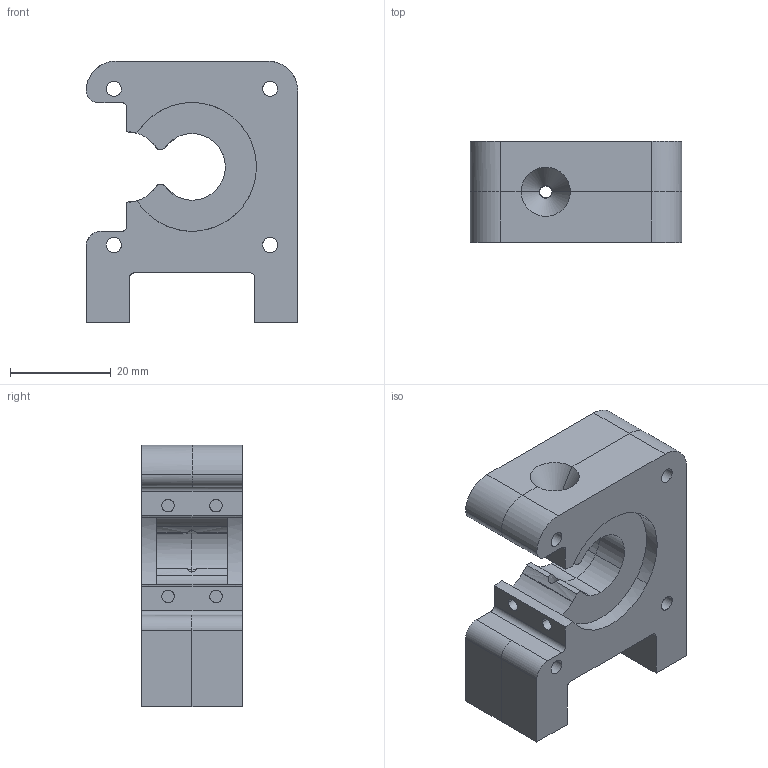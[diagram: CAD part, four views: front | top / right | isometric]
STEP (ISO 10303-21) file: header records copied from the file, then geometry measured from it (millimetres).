
FILE_DESCRIPTION(/* description */ (''),/* implementation_level */ '2;1');
FILE_NAME(/* name */ 'PUSHER~1',/* time_stamp */ '2014-10-14T15:37:04+02:00',/* author */ (''),/* organization */ (''),/* preprocessor_version */ 'ST-DEVELOPER v14',/* originating_system */ '',/* authorisation */ '');
FILE_SCHEMA (('AUTOMOTIVE_DESIGN'));
Length unit declared in the file: millimetre
Products named in the file (1): Document
Bounding box: 42 x 20 x 51.97 mm (x, y, z)
Volume: 26194.1 mm3; surface area: 9894.2 mm2
Topology: 1 solids, 1 shells, 159 faces, 419 edges, 266 vertices
Faces by surface type: bspline 124, plane 35
Entity records: 6064 total; most frequent: CARTESIAN_POINT 3775, ORIENTED_EDGE 838, EDGE_CURVE 419, VERTEX_POINT 266, EDGE_LOOP 175, ADVANCED_FACE 159, FACE_OUTER_BOUND 159, B_SPLINE_CURVE_WITH_KNOTS 123
